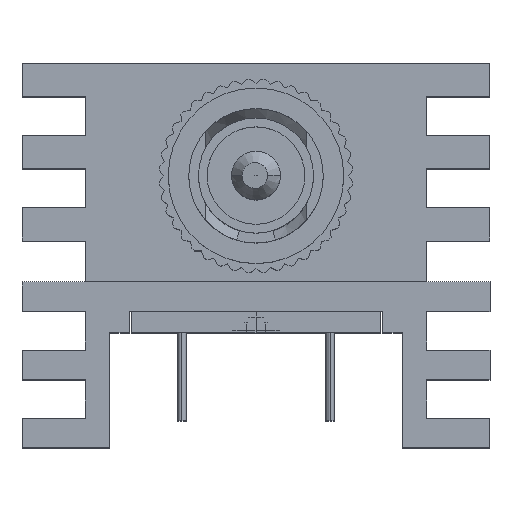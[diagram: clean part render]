
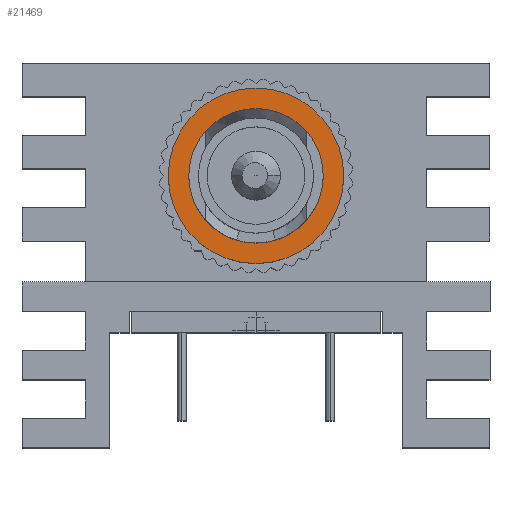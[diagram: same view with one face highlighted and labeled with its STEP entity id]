
A CAD part, top view. The second image highlights one B-rep face of the part: STEP entity #21469.
In plain terms, the highlighted planar face has unit normal (0, 0, 1).
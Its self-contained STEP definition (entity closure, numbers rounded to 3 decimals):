
#445 = DIRECTION ( 'NONE',  ( -1., 0., 0. ) ) ;
#1904 = VERTEX_POINT ( 'NONE', #13090 ) ;
#2290 = DIRECTION ( 'NONE',  ( 0., 0., -1. ) ) ;
#2741 = AXIS2_PLACEMENT_3D ( 'NONE', #9858, #5931, #25601 ) ;
#3140 = CARTESIAN_POINT ( 'NONE',  ( -4.5, 0., -2. ) ) ;
#3955 = CIRCLE ( 'NONE', #6059, 3.45 ) ;
#5931 = DIRECTION ( 'NONE',  ( 0., 0., -1. ) ) ;
#6059 = AXIS2_PLACEMENT_3D ( 'NONE', #6725, #18857, #22703 ) ;
#6114 = CARTESIAN_POINT ( 'NONE',  ( 0., 0., -2. ) ) ;
#6400 = VERTEX_POINT ( 'NONE', #16666 ) ;
#6725 = CARTESIAN_POINT ( 'NONE',  ( 0., 0., -2. ) ) ;
#6727 = CARTESIAN_POINT ( 'NONE',  ( 0., 0., -2. ) ) ;
#6741 = ORIENTED_EDGE ( 'NONE', *, *, #8427, .T. ) ;
#8427 = EDGE_CURVE ( 'NONE', #6400, #9343, #3955, .T. ) ;
#9343 = VERTEX_POINT ( 'NONE', #21618 ) ;
#9666 = CARTESIAN_POINT ( 'NONE',  ( 0., 0., -2. ) ) ;
#9858 = CARTESIAN_POINT ( 'NONE',  ( 0., 0., -2. ) ) ;
#10179 = ORIENTED_EDGE ( 'NONE', *, *, #12269, .T. ) ;
#10613 = EDGE_CURVE ( 'NONE', #1904, #25566, #24233, .T. ) ;
#11185 = CIRCLE ( 'NONE', #16663, 4.5 ) ;
#11213 = EDGE_CURVE ( 'NONE', #25566, #1904, #11185, .T. ) ;
#11399 = AXIS2_PLACEMENT_3D ( 'NONE', #6727, #19113, #20982 ) ;
#11784 = ORIENTED_EDGE ( 'NONE', *, *, #11213, .F. ) ;
#12167 = DIRECTION ( 'NONE',  ( 0., 0., -1. ) ) ;
#12269 = EDGE_CURVE ( 'NONE', #9343, #6400, #23464, .T. ) ;
#13090 = CARTESIAN_POINT ( 'NONE',  ( 4.5, 0., -2. ) ) ;
#14010 = DIRECTION ( 'NONE',  ( -1., 0., 0. ) ) ;
#14418 = EDGE_LOOP ( 'NONE', ( #6741, #10179 ) ) ;
#16663 = AXIS2_PLACEMENT_3D ( 'NONE', #6114, #2290, #445 ) ;
#16666 = CARTESIAN_POINT ( 'NONE',  ( 3.45, 0., -2. ) ) ;
#18857 = DIRECTION ( 'NONE',  ( 0., 0., -1. ) ) ;
#18991 = PLANE ( 'NONE',  #11399 ) ;
#19113 = DIRECTION ( 'NONE',  ( 0., 0., -1. ) ) ;
#19642 = AXIS2_PLACEMENT_3D ( 'NONE', #9666, #12167, #14010 ) ;
#20390 = ORIENTED_EDGE ( 'NONE', *, *, #10613, .F. ) ;
#20841 = FACE_BOUND ( 'NONE', #14418, .T. ) ;
#20982 = DIRECTION ( 'NONE',  ( -1., 0., 0. ) ) ;
#21116 = FACE_OUTER_BOUND ( 'NONE', #25359, .T. ) ;
#21469 = ADVANCED_FACE ( 'NONE', ( #20841, #21116 ), #18991, .F. ) ;
#21618 = CARTESIAN_POINT ( 'NONE',  ( -3.45, 0., -2. ) ) ;
#22703 = DIRECTION ( 'NONE',  ( -1., 0., 0. ) ) ;
#23464 = CIRCLE ( 'NONE', #19642, 3.45 ) ;
#24233 = CIRCLE ( 'NONE', #2741, 4.5 ) ;
#25359 = EDGE_LOOP ( 'NONE', ( #20390, #11784 ) ) ;
#25566 = VERTEX_POINT ( 'NONE', #3140 ) ;
#25601 = DIRECTION ( 'NONE',  ( -1., 0., 0. ) ) ;
